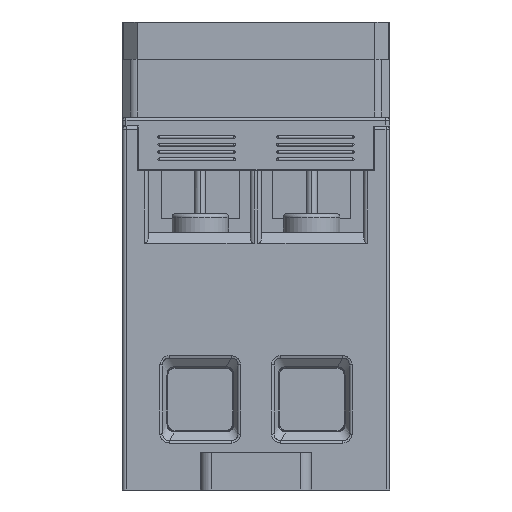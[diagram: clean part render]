
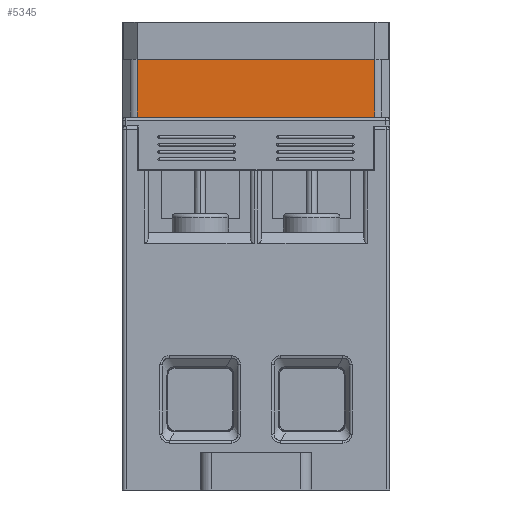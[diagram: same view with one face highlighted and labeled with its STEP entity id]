
A CAD part, front view. The second image highlights one B-rep face of the part: STEP entity #5345.
In plain terms, the highlighted planar face has unit normal (0, -1, 0).
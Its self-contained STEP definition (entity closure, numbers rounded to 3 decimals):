
#5345 = ADVANCED_FACE ( 'NONE', ( #59394 ), #61849, .T. ) ;
#15426 = VECTOR ( 'NONE', #17219, 1000. ) ;
#15462 = LINE ( 'NONE', #17177, #15426 ) ;
#17177 = CARTESIAN_POINT ( 'NONE',  ( -14.5, -23.7, 45.2 ) ) ;
#17219 = DIRECTION ( 'NONE',  ( -1., 0., 0. ) ) ;
#21900 = ORIENTED_EDGE ( 'NONE', *, *, #86561, .F. ) ;
#21971 = ORIENTED_EDGE ( 'NONE', *, *, #89380, .T. ) ;
#22054 = ORIENTED_EDGE ( 'NONE', *, *, #89376, .T. ) ;
#22084 = ORIENTED_EDGE ( 'NONE', *, *, #89373, .T. ) ;
#27974 = LINE ( 'NONE', #72753, #28008 ) ;
#28007 = VECTOR ( 'NONE', #72771, 1000. ) ;
#28008 = VECTOR ( 'NONE', #72769, 1000. ) ;
#28015 = LINE ( 'NONE', #72774, #28018 ) ;
#28017 = LINE ( 'NONE', #72784, #28007 ) ;
#28018 = VECTOR ( 'NONE', #72754, 1000. ) ;
#33472 = EDGE_LOOP ( 'NONE', ( #22054, #21971, #21900, #22084 ) ) ;
#59394 = FACE_OUTER_BOUND ( 'NONE', #33472, .T. ) ;
#61849 = PLANE ( 'NONE',  #80654 ) ;
#61850 = DIRECTION ( 'NONE',  ( 0., -1., 0. ) ) ;
#61851 = CARTESIAN_POINT ( 'NONE',  ( 16.497, -23.7, 41.5 ) ) ;
#61852 = DIRECTION ( 'NONE',  ( -1., 0., 0. ) ) ;
#72753 = CARTESIAN_POINT ( 'NONE',  ( 16.497, -23.7, 53. ) ) ;
#72754 = DIRECTION ( 'NONE',  ( 0., 0., -1. ) ) ;
#72769 = DIRECTION ( 'NONE',  ( -1., 0., 0. ) ) ;
#72771 = DIRECTION ( 'NONE',  ( 0., 0., 1. ) ) ;
#72774 = CARTESIAN_POINT ( 'NONE',  ( -16., -23.7, 41.5 ) ) ;
#72784 = CARTESIAN_POINT ( 'NONE',  ( 16., -23.7, 41.5 ) ) ;
#80654 = AXIS2_PLACEMENT_3D ( 'NONE', #61851, #61850, #61852 ) ;
#86561 = EDGE_CURVE ( 'NONE', #102276, #102294, #15462, .T. ) ;
#89373 = EDGE_CURVE ( 'NONE', #102276, #102280, #28017, .T. ) ;
#89376 = EDGE_CURVE ( 'NONE', #102280, #102186, #27974, .T. ) ;
#89380 = EDGE_CURVE ( 'NONE', #102186, #102294, #28015, .T. ) ;
#100211 = CARTESIAN_POINT ( 'NONE',  ( -16., -23.7, 53. ) ) ;
#100349 = CARTESIAN_POINT ( 'NONE',  ( 16., -23.7, 53. ) ) ;
#100387 = CARTESIAN_POINT ( 'NONE',  ( 16., -23.7, 45.2 ) ) ;
#100398 = CARTESIAN_POINT ( 'NONE',  ( -16., -23.7, 45.2 ) ) ;
#102186 = VERTEX_POINT ( 'NONE', #100211 ) ;
#102276 = VERTEX_POINT ( 'NONE', #100387 ) ;
#102280 = VERTEX_POINT ( 'NONE', #100349 ) ;
#102294 = VERTEX_POINT ( 'NONE', #100398 ) ;
